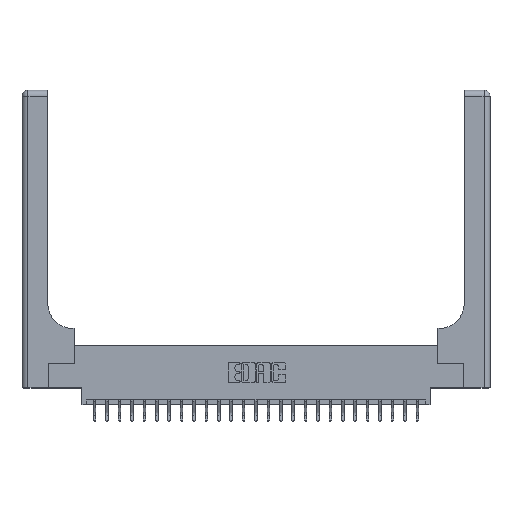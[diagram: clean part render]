
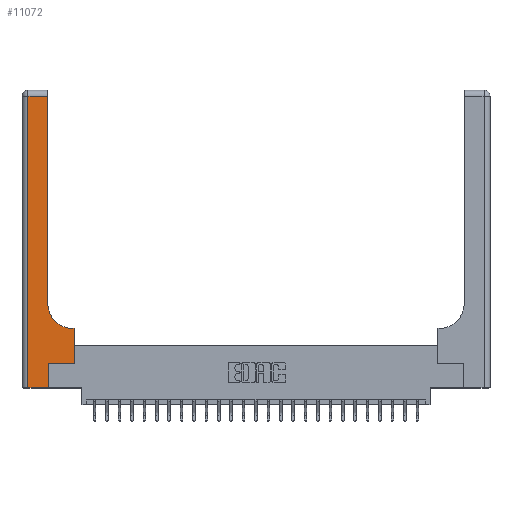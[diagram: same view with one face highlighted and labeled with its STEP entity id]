
A CAD part, top view. The second image highlights one B-rep face of the part: STEP entity #11072.
In plain terms, the highlighted planar face has unit normal (0, 0, 1).
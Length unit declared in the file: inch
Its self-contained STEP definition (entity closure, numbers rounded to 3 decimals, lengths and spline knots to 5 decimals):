
#117 = LINE ( 'NONE', #23275, #9353 ) ;
#604 = VERTEX_POINT ( 'NONE', #6271 ) ;
#787 = ORIENTED_EDGE ( 'NONE', *, *, #6645, .T. ) ;
#901 = CARTESIAN_POINT ( 'NONE',  ( 0.06, 0., 0.37 ) ) ;
#1357 = VERTEX_POINT ( 'NONE', #5295 ) ;
#2097 = EDGE_CURVE ( 'NONE', #8844, #604, #15155, .T. ) ;
#2159 = CARTESIAN_POINT ( 'NONE',  ( 0.528, 0.25, 0.37 ) ) ;
#2637 = ORIENTED_EDGE ( 'NONE', *, *, #14940, .T. ) ;
#3179 = VERTEX_POINT ( 'NONE', #21114 ) ;
#3950 = LINE ( 'NONE', #10661, #13859 ) ;
#4416 = DIRECTION ( 'NONE',  ( 1., 0., 0. ) ) ;
#4636 = VECTOR ( 'NONE', #4416, 39.37008 ) ;
#4695 = EDGE_CURVE ( 'NONE', #11376, #8844, #11603, .T. ) ;
#4970 = EDGE_LOOP ( 'NONE', ( #787, #5975, #11258, #11888, #22164, #2637, #7844, #18287, #13750 ) ) ;
#5295 = CARTESIAN_POINT ( 'NONE',  ( 0.26, 0.85, 0.37 ) ) ;
#5735 = FACE_OUTER_BOUND ( 'NONE', #4970, .T. ) ;
#5975 = ORIENTED_EDGE ( 'NONE', *, *, #13815, .T. ) ;
#6087 = CARTESIAN_POINT ( 'NONE',  ( 0.51, 0.85, 0.37 ) ) ;
#6271 = CARTESIAN_POINT ( 'NONE',  ( 0.265, 0., 0.37 ) ) ;
#6331 = VECTOR ( 'NONE', #20447, 39.37008 ) ;
#6404 = CARTESIAN_POINT ( 'NONE',  ( 0., 0., 0.37 ) ) ;
#6482 = VERTEX_POINT ( 'NONE', #17493 ) ;
#6645 = EDGE_CURVE ( 'NONE', #1357, #24872, #17046, .T. ) ;
#7556 = VERTEX_POINT ( 'NONE', #13550 ) ;
#7844 = ORIENTED_EDGE ( 'NONE', *, *, #10176, .T. ) ;
#7850 = VECTOR ( 'NONE', #12542, 39.37008 ) ;
#8043 = CARTESIAN_POINT ( 'NONE',  ( 0.26, 3., 0.37 ) ) ;
#8078 = DIRECTION ( 'NONE',  ( 1., 0., 0. ) ) ;
#8412 = CARTESIAN_POINT ( 'NONE',  ( 0.06, 2.94, 0.37 ) ) ;
#8641 = CARTESIAN_POINT ( 'NONE',  ( 0.265, 0., 0.37 ) ) ;
#8844 = VERTEX_POINT ( 'NONE', #901 ) ;
#9353 = VECTOR ( 'NONE', #13710, 39.37008 ) ;
#9981 = VERTEX_POINT ( 'NONE', #2159 ) ;
#10176 = EDGE_CURVE ( 'NONE', #9981, #3179, #3950, .T. ) ;
#10661 = CARTESIAN_POINT ( 'NONE',  ( 0.528, 0.25, 0.37 ) ) ;
#11072 = ADVANCED_FACE ( 'NONE', ( #5735 ), #15002, .F. ) ;
#11102 = AXIS2_PLACEMENT_3D ( 'NONE', #20788, #22712, #11121 ) ;
#11105 = DIRECTION ( 'NONE',  ( -1., 0., 0. ) ) ;
#11121 = DIRECTION ( 'NONE',  ( -1., 0., 0. ) ) ;
#11258 = ORIENTED_EDGE ( 'NONE', *, *, #4695, .T. ) ;
#11364 = AXIS2_PLACEMENT_3D ( 'NONE', #6087, #19774, #8078 ) ;
#11376 = VERTEX_POINT ( 'NONE', #8412 ) ;
#11603 = LINE ( 'NONE', #18549, #6331 ) ;
#11868 = VECTOR ( 'NONE', #17913, 39.37008 ) ;
#11888 = ORIENTED_EDGE ( 'NONE', *, *, #2097, .T. ) ;
#12542 = DIRECTION ( 'NONE',  ( -1., 0., 0. ) ) ;
#13414 = CIRCLE ( 'NONE', #11364, 0.25 ) ;
#13550 = CARTESIAN_POINT ( 'NONE',  ( 0.51, 0.6, 0.37 ) ) ;
#13710 = DIRECTION ( 'NONE',  ( 1., 0., 0. ) ) ;
#13750 = ORIENTED_EDGE ( 'NONE', *, *, #18367, .T. ) ;
#13815 = EDGE_CURVE ( 'NONE', #24872, #11376, #22760, .T. ) ;
#13859 = VECTOR ( 'NONE', #20326, 39.37008 ) ;
#14940 = EDGE_CURVE ( 'NONE', #6482, #9981, #117, .T. ) ;
#15002 = PLANE ( 'NONE',  #11102 ) ;
#15155 = LINE ( 'NONE', #6404, #4636 ) ;
#15929 = CARTESIAN_POINT ( 'NONE',  ( 0.26, 2.94, 0.37 ) ) ;
#17046 = LINE ( 'NONE', #8043, #11868 ) ;
#17493 = CARTESIAN_POINT ( 'NONE',  ( 0.265, 0.25, 0.37 ) ) ;
#17913 = DIRECTION ( 'NONE',  ( 0., 1., 0. ) ) ;
#18255 = VECTOR ( 'NONE', #11105, 39.37008 ) ;
#18287 = ORIENTED_EDGE ( 'NONE', *, *, #18626, .T. ) ;
#18367 = EDGE_CURVE ( 'NONE', #7556, #1357, #13414, .T. ) ;
#18549 = CARTESIAN_POINT ( 'NONE',  ( 0.06, 3., 0.37 ) ) ;
#18626 = EDGE_CURVE ( 'NONE', #3179, #7556, #23329, .T. ) ;
#18854 = CARTESIAN_POINT ( 'NONE',  ( 0.26, 0.6, 0.37 ) ) ;
#19774 = DIRECTION ( 'NONE',  ( 0., 0., -1. ) ) ;
#20326 = DIRECTION ( 'NONE',  ( 0., 1., 0. ) ) ;
#20402 = LINE ( 'NONE', #8641, #24875 ) ;
#20447 = DIRECTION ( 'NONE',  ( 0., -1., 0. ) ) ;
#20788 = CARTESIAN_POINT ( 'NONE',  ( 0., 3., 0.37 ) ) ;
#21114 = CARTESIAN_POINT ( 'NONE',  ( 0.528, 0.6, 0.37 ) ) ;
#22164 = ORIENTED_EDGE ( 'NONE', *, *, #23766, .T. ) ;
#22712 = DIRECTION ( 'NONE',  ( 0., 0., -1. ) ) ;
#22760 = LINE ( 'NONE', #24072, #7850 ) ;
#23275 = CARTESIAN_POINT ( 'NONE',  ( 0.265, 0.25, 0.37 ) ) ;
#23329 = LINE ( 'NONE', #18854, #18255 ) ;
#23766 = EDGE_CURVE ( 'NONE', #604, #6482, #20402, .T. ) ;
#23837 = DIRECTION ( 'NONE',  ( 0., 1., 0. ) ) ;
#24072 = CARTESIAN_POINT ( 'NONE',  ( 0., 2.94, 0.37 ) ) ;
#24872 = VERTEX_POINT ( 'NONE', #15929 ) ;
#24875 = VECTOR ( 'NONE', #23837, 39.37008 ) ;
